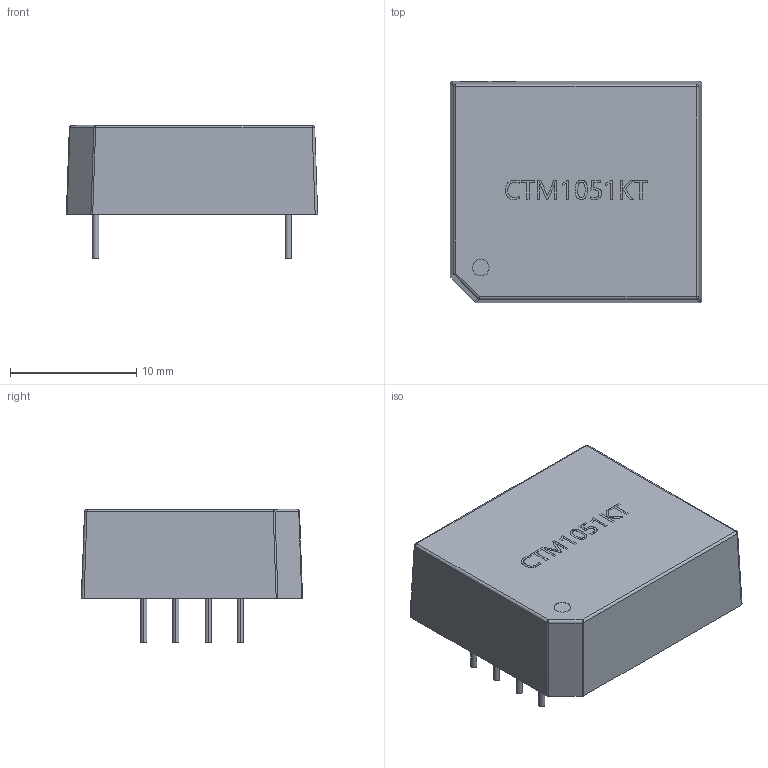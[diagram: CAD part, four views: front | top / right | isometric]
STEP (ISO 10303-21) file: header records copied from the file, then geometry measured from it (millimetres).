
FILE_DESCRIPTION (( 'STEP AP203' ), '1' );
FILE_NAME ('CTM1051KT.STEP', '2023-06-29T09:20:18', ( '' ), ( '' ), 'SwSTEP 2.0', 'SolidWorks 2021', '' );
FILE_SCHEMA (( 'CONFIG_CONTROL_DESIGN' ));
Length unit declared in the file: millimetre
Products named in the file (5): CTM1051KT; COMM-TH_7P-L19.9-W17.5-P2.54.step; GL1.step; SOLID.step; 3D_PCB1_2023-06-29.step
Assembly tree (4 placements, depth 5):
  CTM1051KT
    3D_PCB1_2023-06-29.step
      GL1.step
        COMM-TH_7P-L19.9-W17.5-P2.54.step
          SOLID.step
Bounding box: 19.9 x 17.5 x 10.55 mm (x, y, z)
Volume: 2225.7 mm3; surface area: 1257.5 mm2
Topology: 1 solids, 1 shells, 444 faces, 1181 edges, 779 vertices
Faces by surface type: plane 266, bspline 147, cylinder 26, sphere 5
Entity records: 16928 total; most frequent: CARTESIAN_POINT 6359, ORIENTED_EDGE 2352, DIRECTION 1538, EDGE_CURVE 1176, VECTOR 830, LINE 830, VERTEX_POINT 779, EDGE_LOOP 489
